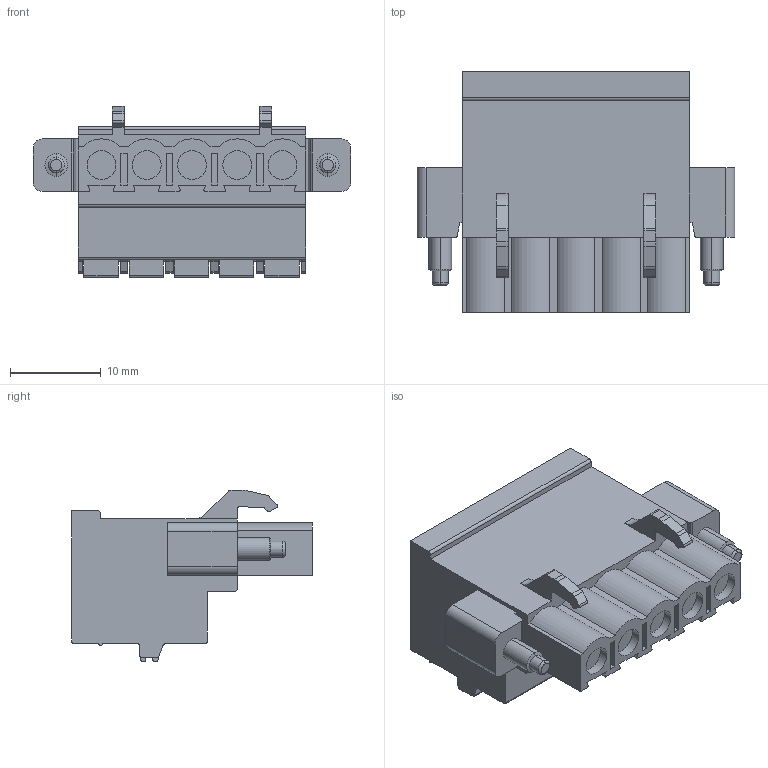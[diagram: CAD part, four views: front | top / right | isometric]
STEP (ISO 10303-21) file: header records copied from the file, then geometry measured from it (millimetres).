
FILE_DESCRIPTION((''),'2;1');
FILE_NAME('TLPSW-201RL-XXP-X','2024-09-23T14:39:54',('tluser'),(''),'CREO PARAMETRIC BY PTC INC, 2018100','CREO PARAMETRIC BY PTC INC, 2018100','');
FILE_SCHEMA(('CONFIG_CONTROL_DESIGN'));
Length unit declared in the file: millimetre
Products named in the file (1): TLPSW-201RL-XXP-X
Bounding box: 35.1 x 26.6 x 19 mm (x, y, z)
Volume: 7172.5 mm3; surface area: 3870 mm2
Topology: 1 solids, 1 shells, 367 faces, 957 edges, 634 vertices
Faces by surface type: plane 233, cylinder 126, cone 4, torus 4
Entity records: 11301 total; most frequent: DIRECTION 1959, CARTESIAN_POINT 1958, ORIENTED_EDGE 1914, EDGE_CURVE 957, VECTOR 689, LINE 689, AXIS2_PLACEMENT_3D 635, VERTEX_POINT 634
